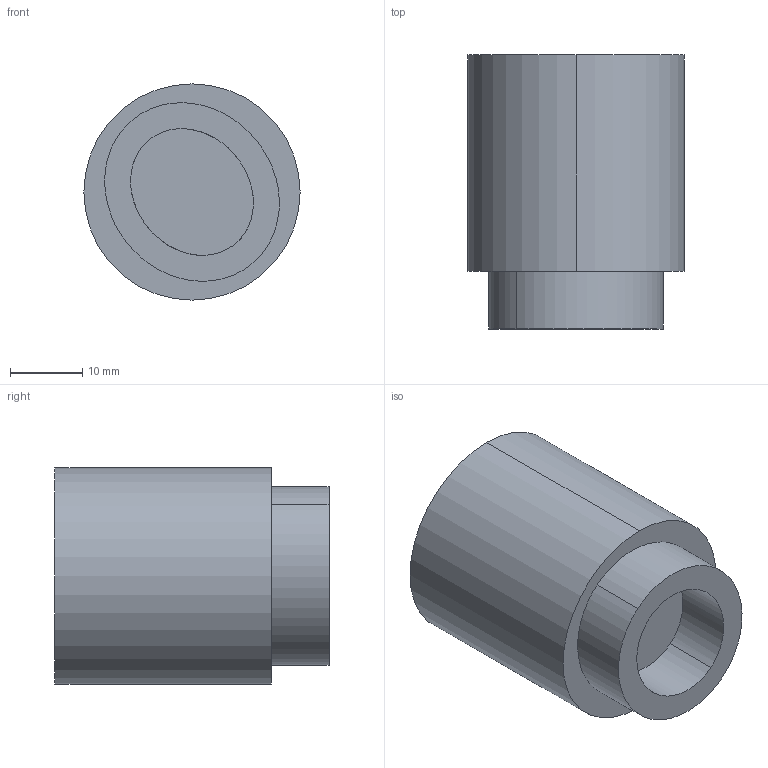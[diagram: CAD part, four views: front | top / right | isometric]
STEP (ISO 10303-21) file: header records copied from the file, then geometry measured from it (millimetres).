
FILE_DESCRIPTION (( 'STEP AP214' ), '1' );
FILE_NAME ('Pièce115.STEP', '2022-10-27T14:44:20', ( '' ), ( '' ), 'SwSTEP 2.0', 'SolidWorks 2018', '' );
FILE_SCHEMA (( 'AUTOMOTIVE_DESIGN' ));
Length unit declared in the file: millimetre
Products named in the file (1): Pièce115
Bounding box: 30 x 38 x 30 mm (x, y, z)
Volume: 23094.2 mm3; surface area: 5289.9 mm2
Topology: 1 solids, 1 shells, 10 faces, 18 edges, 12 vertices
Faces by surface type: bspline 4, plane 4, cylinder 2
Entity records: 700 total; most frequent: CARTESIAN_POINT 489, ORIENTED_EDGE 36, DIRECTION 28, EDGE_CURVE 18, VERTEX_POINT 12, EDGE_LOOP 12, AXIS2_PLACEMENT_3D 11, ADVANCED_FACE 10
